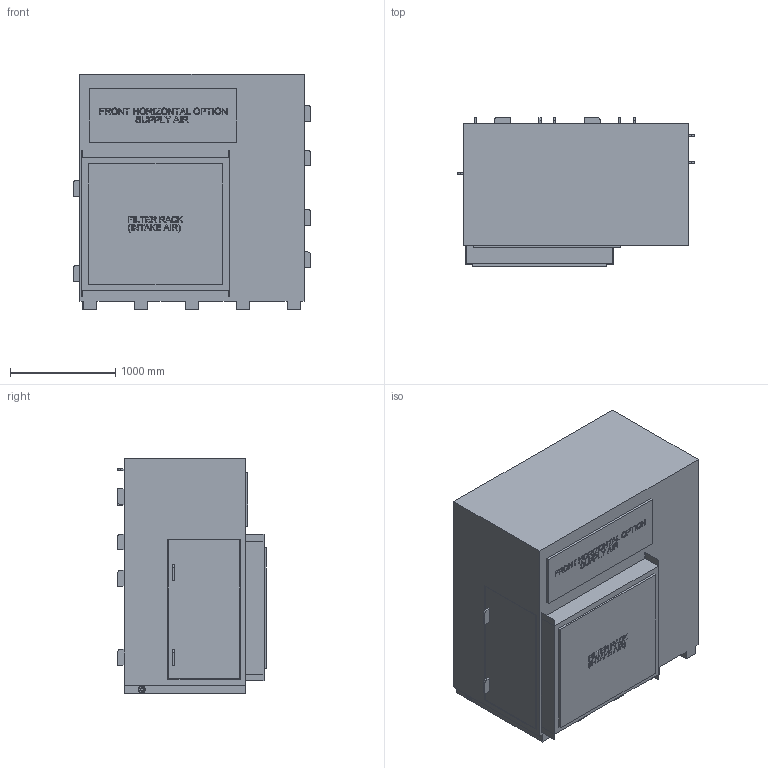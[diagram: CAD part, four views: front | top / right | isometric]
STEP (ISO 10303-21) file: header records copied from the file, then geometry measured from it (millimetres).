
FILE_DESCRIPTION(/* description */ ('PR E8 Desiccant'),/* implementation_level */ '2;1');
FILE_NAME(/* name */ 'MI A V (HORIZ FRNT)',/* time_stamp */ '2022-02-11T10:31:29-05:00',/* author */ ('Joshua Ramsey'),/* organization */ ('Addison-HVAC'),/* preprocessor_version */ 'ST-DEVELOPER v18.1',/* originating_system */ 'Solid Edge',/* authorisation */ 'Unknown');
FILE_SCHEMA (('AUTOMOTIVE_DESIGN {1 0 10303 214 3 1 1}'));
Length unit declared in the file: inch
Products named in the file (1): MI A 3D CAD
Bounding box: 2250.32 x 1410.2 x 2236.61 mm (x, y, z)
Volume: 5696649288.8 mm3; surface area: 23151172.4 mm2
Topology: 1 solids, 1 shells, 679 faces, 1710 edges, 1140 vertices
Faces by surface type: plane 596, bspline 64, cylinder 18, torus 1
Full cylindrical faces by diameter (mm): 29.901 x1, 68.263 x1
Entity records: 27105 total; most frequent: CARTESIAN_POINT 12429, ORIENTED_EDGE 3392, DIRECTION 2207, EDGE_CURVE 1696, VERTEX_POINT 1139, LINE 901, VECTOR 901, EDGE_LOOP 799
